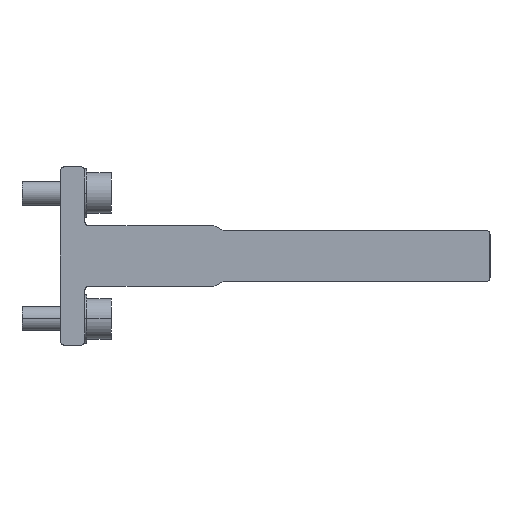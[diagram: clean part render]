
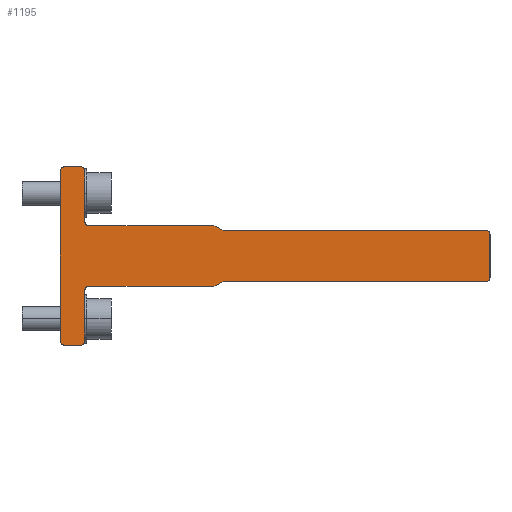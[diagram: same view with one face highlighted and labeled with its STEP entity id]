
A CAD part, left-side view. The second image highlights one B-rep face of the part: STEP entity #1195.
In plain terms, the highlighted planar face has unit normal (-1, 0, 0).
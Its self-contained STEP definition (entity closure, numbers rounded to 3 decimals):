
#404=AXIS2_PLACEMENT_3D('Circle Axis2P3D',#402,#403,$) ;
#444=AXIS2_PLACEMENT_3D('Circle Axis2P3D',#442,#443,$) ;
#477=AXIS2_PLACEMENT_3D('Circle Axis2P3D',#475,#476,$) ;
#576=AXIS2_PLACEMENT_3D('Circle Axis2P3D',#574,#575,$) ;
#609=AXIS2_PLACEMENT_3D('Circle Axis2P3D',#607,#608,$) ;
#681=AXIS2_PLACEMENT_3D('Circle Axis2P3D',#679,#680,$) ;
#781=AXIS2_PLACEMENT_3D('Circle Axis2P3D',#779,#780,$) ;
#843=AXIS2_PLACEMENT_3D('Circle Axis2P3D',#841,#842,$) ;
#905=AXIS2_PLACEMENT_3D('Circle Axis2P3D',#903,#904,$) ;
#997=AXIS2_PLACEMENT_3D('Circle Axis2P3D',#995,#996,$) ;
#1067=AXIS2_PLACEMENT_3D('Circle Axis2P3D',#1065,#1066,$) ;
#1155=AXIS2_PLACEMENT_3D('Plane Axis2P3D',#1152,#1153,#1154) ;
#1159=AXIS2_PLACEMENT_3D('Circle Axis2P3D',#1157,#1158,$) ;
#385=CARTESIAN_POINT('Vertex',(-92.,-150.667,239.678)) ;
#399=CARTESIAN_POINT('Vertex',(-92.,-149.667,240.678)) ;
#402=CARTESIAN_POINT('Axis2P3D Location',(-92.,-150.667,240.678)) ;
#425=CARTESIAN_POINT('Vertex',(-92.,-149.667,223.678)) ;
#439=CARTESIAN_POINT('Vertex',(-92.,-150.667,224.678)) ;
#442=CARTESIAN_POINT('Axis2P3D Location',(-92.,-150.667,223.678)) ;
#472=CARTESIAN_POINT('Vertex',(-92.,-144.667,210.178)) ;
#475=CARTESIAN_POINT('Axis2P3D Location',(-92.,-144.667,211.178)) ;
#479=CARTESIAN_POINT('Vertex',(-92.,-143.667,211.178)) ;
#506=CARTESIAN_POINT('Line Origine',(-92.,-149.667,217.428)) ;
#510=CARTESIAN_POINT('Vertex',(-92.,-149.667,211.178)) ;
#538=CARTESIAN_POINT('Line Origine',(-92.,-146.667,210.178)) ;
#542=CARTESIAN_POINT('Vertex',(-92.,-148.667,210.178)) ;
#574=CARTESIAN_POINT('Axis2P3D Location',(-92.,-148.667,211.178)) ;
#604=CARTESIAN_POINT('Vertex',(-92.,-249.667,226.828)) ;
#607=CARTESIAN_POINT('Axis2P3D Location',(-92.,-248.667,226.828)) ;
#611=CARTESIAN_POINT('Vertex',(-92.,-248.667,225.828)) ;
#626=CARTESIAN_POINT('Line Origine',(-92.,-149.667,246.928)) ;
#630=CARTESIAN_POINT('Vertex',(-92.,-149.667,253.178)) ;
#676=CARTESIAN_POINT('Vertex',(-92.,-148.667,254.178)) ;
#679=CARTESIAN_POINT('Axis2P3D Location',(-92.,-148.667,253.178)) ;
#703=CARTESIAN_POINT('Line Origine',(-92.,-143.667,232.178)) ;
#707=CARTESIAN_POINT('Vertex',(-92.,-143.667,253.178)) ;
#743=CARTESIAN_POINT('Line Origine',(-92.,-146.667,254.178)) ;
#747=CARTESIAN_POINT('Vertex',(-92.,-144.667,254.178)) ;
#779=CARTESIAN_POINT('Axis2P3D Location',(-92.,-144.667,253.178)) ;
#796=CARTESIAN_POINT('Line Origine',(-92.,-249.667,232.178)) ;
#800=CARTESIAN_POINT('Vertex',(-92.,-249.667,237.528)) ;
#838=CARTESIAN_POINT('Vertex',(-92.,-248.667,238.528)) ;
#841=CARTESIAN_POINT('Axis2P3D Location',(-92.,-248.667,237.528)) ;
#858=CARTESIAN_POINT('Line Origine',(-92.,-165.904,224.678)) ;
#862=CARTESIAN_POINT('Vertex',(-92.,-181.14,224.678)) ;
#900=CARTESIAN_POINT('Vertex',(-92.,-182.14,224.946)) ;
#903=CARTESIAN_POINT('Axis2P3D Location',(-92.,-181.14,226.678)) ;
#927=CARTESIAN_POINT('Line Origine',(-92.,-216.435,225.828)) ;
#931=CARTESIAN_POINT('Vertex',(-92.,-184.203,225.828)) ;
#959=CARTESIAN_POINT('Line Origine',(-92.,-182.672,225.253)) ;
#963=CARTESIAN_POINT('Vertex',(-92.,-183.203,225.56)) ;
#995=CARTESIAN_POINT('Axis2P3D Location',(-92.,-184.203,223.828)) ;
#1012=CARTESIAN_POINT('Line Origine',(-92.,-216.435,238.528)) ;
#1016=CARTESIAN_POINT('Vertex',(-92.,-184.203,238.528)) ;
#1062=CARTESIAN_POINT('Vertex',(-92.,-183.203,238.796)) ;
#1065=CARTESIAN_POINT('Axis2P3D Location',(-92.,-184.203,240.528)) ;
#1089=CARTESIAN_POINT('Line Origine',(-92.,-165.904,239.678)) ;
#1093=CARTESIAN_POINT('Vertex',(-92.,-181.14,239.678)) ;
#1152=CARTESIAN_POINT('Axis2P3D Location',(-92.,0.,161.98)) ;
#1157=CARTESIAN_POINT('Axis2P3D Location',(-92.,-181.14,237.678)) ;
#1161=CARTESIAN_POINT('Vertex',(-92.,-182.14,239.41)) ;
#1164=CARTESIAN_POINT('Line Origine',(-92.,-182.672,239.103)) ;
#403=DIRECTION('Axis2P3D Direction',(1.,0.,0.)) ;
#443=DIRECTION('Axis2P3D Direction',(1.,0.,0.)) ;
#476=DIRECTION('Axis2P3D Direction',(1.,0.,0.)) ;
#507=DIRECTION('Vector Direction',(0.,0.,-1.)) ;
#539=DIRECTION('Vector Direction',(0.,1.,0.)) ;
#575=DIRECTION('Axis2P3D Direction',(1.,0.,0.)) ;
#608=DIRECTION('Axis2P3D Direction',(1.,0.,0.)) ;
#627=DIRECTION('Vector Direction',(0.,0.,-1.)) ;
#680=DIRECTION('Axis2P3D Direction',(1.,0.,0.)) ;
#704=DIRECTION('Vector Direction',(0.,0.,1.)) ;
#744=DIRECTION('Vector Direction',(0.,-1.,0.)) ;
#780=DIRECTION('Axis2P3D Direction',(1.,0.,0.)) ;
#797=DIRECTION('Vector Direction',(0.,0.,-1.)) ;
#842=DIRECTION('Axis2P3D Direction',(1.,0.,0.)) ;
#859=DIRECTION('Vector Direction',(0.,1.,0.)) ;
#904=DIRECTION('Axis2P3D Direction',(1.,0.,0.)) ;
#928=DIRECTION('Vector Direction',(0.,1.,0.)) ;
#960=DIRECTION('Vector Direction',(0.,0.866,-0.5)) ;
#996=DIRECTION('Axis2P3D Direction',(1.,0.,0.)) ;
#1013=DIRECTION('Vector Direction',(0.,-1.,0.)) ;
#1066=DIRECTION('Axis2P3D Direction',(1.,0.,0.)) ;
#1090=DIRECTION('Vector Direction',(0.,-1.,0.)) ;
#1153=DIRECTION('Axis2P3D Direction',(1.,0.,0.)) ;
#1154=DIRECTION('Axis2P3D XDirection',(0.,0.,1.)) ;
#1158=DIRECTION('Axis2P3D Direction',(1.,0.,0.)) ;
#1165=DIRECTION('Vector Direction',(0.,0.866,0.5)) ;
#508=VECTOR('Line Direction',#507,1.) ;
#540=VECTOR('Line Direction',#539,1.) ;
#628=VECTOR('Line Direction',#627,1.) ;
#705=VECTOR('Line Direction',#704,1.) ;
#745=VECTOR('Line Direction',#744,1.) ;
#798=VECTOR('Line Direction',#797,1.) ;
#860=VECTOR('Line Direction',#859,1.) ;
#929=VECTOR('Line Direction',#928,1.) ;
#961=VECTOR('Line Direction',#960,1.) ;
#1014=VECTOR('Line Direction',#1013,1.) ;
#1091=VECTOR('Line Direction',#1090,1.) ;
#1166=VECTOR('Line Direction',#1165,1.) ;
#1170=ORIENTED_EDGE('',*,*,#1163,.F.) ;
#1171=ORIENTED_EDGE('',*,*,#1095,.F.) ;
#1172=ORIENTED_EDGE('',*,*,#406,.T.) ;
#1173=ORIENTED_EDGE('',*,*,#632,.F.) ;
#1174=ORIENTED_EDGE('',*,*,#683,.F.) ;
#1175=ORIENTED_EDGE('',*,*,#749,.F.) ;
#1176=ORIENTED_EDGE('',*,*,#783,.F.) ;
#1177=ORIENTED_EDGE('',*,*,#709,.F.) ;
#1178=ORIENTED_EDGE('',*,*,#481,.F.) ;
#1179=ORIENTED_EDGE('',*,*,#544,.F.) ;
#1180=ORIENTED_EDGE('',*,*,#578,.F.) ;
#1181=ORIENTED_EDGE('',*,*,#512,.F.) ;
#1182=ORIENTED_EDGE('',*,*,#446,.T.) ;
#1183=ORIENTED_EDGE('',*,*,#864,.F.) ;
#1184=ORIENTED_EDGE('',*,*,#907,.F.) ;
#1185=ORIENTED_EDGE('',*,*,#965,.F.) ;
#1186=ORIENTED_EDGE('',*,*,#999,.T.) ;
#1187=ORIENTED_EDGE('',*,*,#933,.F.) ;
#1188=ORIENTED_EDGE('',*,*,#613,.F.) ;
#1189=ORIENTED_EDGE('',*,*,#802,.F.) ;
#1190=ORIENTED_EDGE('',*,*,#845,.F.) ;
#1191=ORIENTED_EDGE('',*,*,#1018,.F.) ;
#1192=ORIENTED_EDGE('',*,*,#1069,.T.) ;
#1193=ORIENTED_EDGE('',*,*,#1168,.F.) ;
#1195=ADVANCED_FACE('TERMINALE_ORIZZONTALE-VERTICALE RA4760001_1PA_001_00.3\\PartBody',(#1194),#1156,.F.) ;
#405=CIRCLE('generated circle',#404,1.) ;
#445=CIRCLE('generated circle',#444,1.) ;
#478=CIRCLE('generated circle',#477,1.) ;
#577=CIRCLE('generated circle',#576,1.) ;
#610=CIRCLE('generated circle',#609,1.) ;
#682=CIRCLE('generated circle',#681,1.) ;
#782=CIRCLE('generated circle',#781,1.) ;
#844=CIRCLE('generated circle',#843,1.) ;
#906=CIRCLE('generated circle',#905,2.) ;
#998=CIRCLE('generated circle',#997,2.) ;
#1068=CIRCLE('generated circle',#1067,2.) ;
#1160=CIRCLE('generated circle',#1159,2.) ;
#406=EDGE_CURVE('',#386,#400,#405,.T.) ;
#446=EDGE_CURVE('',#426,#440,#445,.T.) ;
#481=EDGE_CURVE('',#473,#480,#478,.T.) ;
#512=EDGE_CURVE('',#426,#511,#509,.T.) ;
#544=EDGE_CURVE('',#543,#473,#541,.T.) ;
#578=EDGE_CURVE('',#511,#543,#577,.T.) ;
#613=EDGE_CURVE('',#605,#612,#610,.T.) ;
#632=EDGE_CURVE('',#631,#400,#629,.T.) ;
#683=EDGE_CURVE('',#677,#631,#682,.T.) ;
#709=EDGE_CURVE('',#480,#708,#706,.T.) ;
#749=EDGE_CURVE('',#748,#677,#746,.T.) ;
#783=EDGE_CURVE('',#708,#748,#782,.T.) ;
#802=EDGE_CURVE('',#801,#605,#799,.T.) ;
#845=EDGE_CURVE('',#839,#801,#844,.T.) ;
#864=EDGE_CURVE('',#863,#440,#861,.T.) ;
#907=EDGE_CURVE('',#901,#863,#906,.T.) ;
#933=EDGE_CURVE('',#612,#932,#930,.T.) ;
#965=EDGE_CURVE('',#964,#901,#962,.T.) ;
#999=EDGE_CURVE('',#964,#932,#998,.T.) ;
#1018=EDGE_CURVE('',#1017,#839,#1015,.T.) ;
#1069=EDGE_CURVE('',#1017,#1063,#1068,.T.) ;
#1095=EDGE_CURVE('',#386,#1094,#1092,.T.) ;
#1163=EDGE_CURVE('',#1094,#1162,#1160,.T.) ;
#1168=EDGE_CURVE('',#1162,#1063,#1167,.F.) ;
#1169=EDGE_LOOP('',(#1170,#1171,#1172,#1173,#1174,#1175,#1176,#1177,#1178,#1179,#1180,#1181,#1182,#1183,#1184,#1185,#1186,#1187,#1188,#1189,#1190,#1191,#1192,#1193)) ;
#1194=FACE_OUTER_BOUND('',#1169,.T.) ;
#509=LINE('Line',#506,#508) ;
#541=LINE('Line',#538,#540) ;
#629=LINE('Line',#626,#628) ;
#706=LINE('Line',#703,#705) ;
#746=LINE('Line',#743,#745) ;
#799=LINE('Line',#796,#798) ;
#861=LINE('Line',#858,#860) ;
#930=LINE('Line',#927,#929) ;
#962=LINE('Line',#959,#961) ;
#1015=LINE('Line',#1012,#1014) ;
#1092=LINE('Line',#1089,#1091) ;
#1167=LINE('Line',#1164,#1166) ;
#1156=PLANE('',#1155) ;
#386=VERTEX_POINT('',#385) ;
#400=VERTEX_POINT('',#399) ;
#426=VERTEX_POINT('',#425) ;
#440=VERTEX_POINT('',#439) ;
#473=VERTEX_POINT('',#472) ;
#480=VERTEX_POINT('',#479) ;
#511=VERTEX_POINT('',#510) ;
#543=VERTEX_POINT('',#542) ;
#605=VERTEX_POINT('',#604) ;
#612=VERTEX_POINT('',#611) ;
#631=VERTEX_POINT('',#630) ;
#677=VERTEX_POINT('',#676) ;
#708=VERTEX_POINT('',#707) ;
#748=VERTEX_POINT('',#747) ;
#801=VERTEX_POINT('',#800) ;
#839=VERTEX_POINT('',#838) ;
#863=VERTEX_POINT('',#862) ;
#901=VERTEX_POINT('',#900) ;
#932=VERTEX_POINT('',#931) ;
#964=VERTEX_POINT('',#963) ;
#1017=VERTEX_POINT('',#1016) ;
#1063=VERTEX_POINT('',#1062) ;
#1094=VERTEX_POINT('',#1093) ;
#1162=VERTEX_POINT('',#1161) ;
